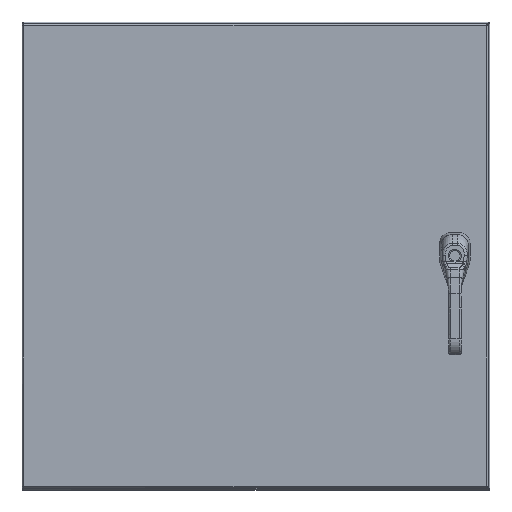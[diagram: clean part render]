
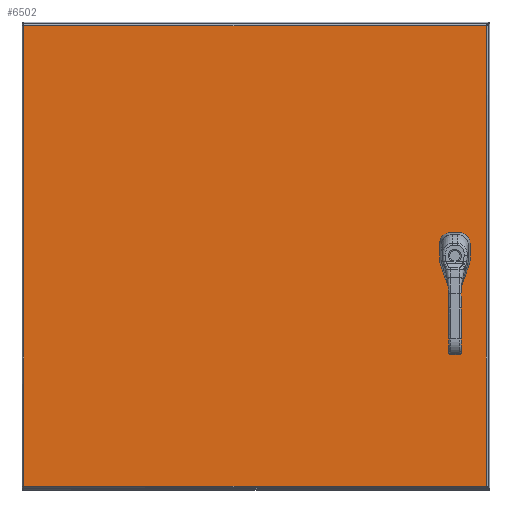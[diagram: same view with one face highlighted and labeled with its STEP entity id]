
A CAD part, top view. The second image highlights one B-rep face of the part: STEP entity #6502.
In plain terms, the highlighted face is planar.
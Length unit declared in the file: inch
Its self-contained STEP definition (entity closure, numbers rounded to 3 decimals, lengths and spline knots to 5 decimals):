
#4893=CARTESIAN_POINT('',(2.33762,15.275,0.0));
#4894=VERTEX_POINT('',#4893);
#4901=CARTESIAN_POINT('',(2.525,15.08762,0.0));
#4902=VERTEX_POINT('',#4901);
#4903=CARTESIAN_POINT('',(2.125,14.875,0.0));
#4904=DIRECTION('',(0.0,0.0,1.0));
#4905=DIRECTION('',(-0.469,-0.883,0.0));
#4906=AXIS2_PLACEMENT_3D('',#4903,#4904,#4905);
#4907=CIRCLE('',#4906,0.453);
#4908=EDGE_CURVE('',#4902,#4894,#4907,.T.);
#4933=CARTESIAN_POINT('',(2.525,14.66238,0.0));
#4934=VERTEX_POINT('',#4933);
#4935=CARTESIAN_POINT('',(2.525,14.66238,0.0));
#4936=DIRECTION('',(0.0,1.0,0.0));
#4937=VECTOR('',#4936,0.42525);
#4938=LINE('',#4935,#4937);
#4939=EDGE_CURVE('',#4934,#4902,#4938,.T.);
#4965=CARTESIAN_POINT('',(2.33762,14.475,0.0));
#4966=VERTEX_POINT('',#4965);
#4967=CARTESIAN_POINT('',(2.125,14.875,0.0));
#4968=DIRECTION('',(0.0,0.0,1.0));
#4969=DIRECTION('',(-0.883,0.469,0.0));
#4970=AXIS2_PLACEMENT_3D('',#4967,#4968,#4969);
#4971=CIRCLE('',#4970,0.453);
#4972=EDGE_CURVE('',#4966,#4934,#4971,.T.);
#4997=CARTESIAN_POINT('',(1.91238,14.475,0.0));
#4998=VERTEX_POINT('',#4997);
#4999=CARTESIAN_POINT('',(1.91238,14.475,0.0));
#5000=DIRECTION('',(1.0,0.0,0.0));
#5001=VECTOR('',#5000,0.42525);
#5002=LINE('',#4999,#5001);
#5003=EDGE_CURVE('',#4998,#4966,#5002,.T.);
#5029=CARTESIAN_POINT('',(1.725,14.66238,0.0));
#5030=VERTEX_POINT('',#5029);
#5031=CARTESIAN_POINT('',(2.125,14.875,0.0));
#5032=DIRECTION('',(0.0,0.0,1.0));
#5033=DIRECTION('',(0.469,0.883,0.0));
#5034=AXIS2_PLACEMENT_3D('',#5031,#5032,#5033);
#5035=CIRCLE('',#5034,0.453);
#5036=EDGE_CURVE('',#5030,#4998,#5035,.T.);
#5061=CARTESIAN_POINT('',(1.725,15.08762,0.0));
#5062=VERTEX_POINT('',#5061);
#5063=CARTESIAN_POINT('',(1.725,15.08762,0.0));
#5064=DIRECTION('',(0.0,-1.0,0.0));
#5065=VECTOR('',#5064,0.42525);
#5066=LINE('',#5063,#5065);
#5067=EDGE_CURVE('',#5062,#5030,#5066,.T.);
#5093=CARTESIAN_POINT('',(1.91238,15.275,0.0));
#5094=VERTEX_POINT('',#5093);
#5095=CARTESIAN_POINT('',(2.125,14.875,0.0));
#5096=DIRECTION('',(0.0,0.0,1.0));
#5097=DIRECTION('',(0.883,-0.469,0.0));
#5098=AXIS2_PLACEMENT_3D('',#5095,#5096,#5097);
#5099=CIRCLE('',#5098,0.453);
#5100=EDGE_CURVE('',#5094,#5062,#5099,.T.);
#5123=CARTESIAN_POINT('',(2.33762,15.275,0.0));
#5124=DIRECTION('',(-1.0,0.0,0.0));
#5125=VECTOR('',#5124,0.42525);
#5126=LINE('',#5123,#5125);
#5127=EDGE_CURVE('',#4894,#5094,#5126,.T.);
#5522=CARTESIAN_POINT('',(29.76975,0.10525,0.));
#5523=VERTEX_POINT('',#5522);
#5534=CARTESIAN_POINT('',(29.76975,29.64475,0.));
#5535=VERTEX_POINT('',#5534);
#5536=CARTESIAN_POINT('',(29.76975,29.64475,0.0));
#5537=DIRECTION('',(0.0,-1.0,0.0));
#5538=VECTOR('',#5537,29.5395);
#5539=LINE('',#5536,#5538);
#5540=EDGE_CURVE('',#5535,#5523,#5539,.T.);
#5692=CARTESIAN_POINT('',(0.10525,0.10525,0.));
#5693=VERTEX_POINT('',#5692);
#5704=CARTESIAN_POINT('',(29.76975,0.10525,0.0));
#5705=DIRECTION('',(-1.0,0.0,0.0));
#5706=VECTOR('',#5705,29.6645);
#5707=LINE('',#5704,#5706);
#5708=EDGE_CURVE('',#5523,#5693,#5707,.T.);
#5963=CARTESIAN_POINT('',(0.10525,29.64475,0.));
#5964=VERTEX_POINT('',#5963);
#5975=CARTESIAN_POINT('',(0.10525,0.10525,0.0));
#5976=DIRECTION('',(0.0,1.0,0.0));
#5977=VECTOR('',#5976,29.5395);
#5978=LINE('',#5975,#5977);
#5979=EDGE_CURVE('',#5693,#5964,#5978,.T.);
#6244=CARTESIAN_POINT('',(0.10525,29.64475,0.0));
#6245=DIRECTION('',(1.0,0.0,0.0));
#6246=VECTOR('',#6245,29.6645);
#6247=LINE('',#6244,#6246);
#6248=EDGE_CURVE('',#5964,#5535,#6247,.T.);
#6481=CARTESIAN_POINT('',(14.9375,14.875,0.0));
#6482=DIRECTION('',(0.0,0.0,1.0));
#6483=DIRECTION('',(1.0,0.0,0.0));
#6484=AXIS2_PLACEMENT_3D('',#6481,#6482,#6483);
#6485=PLANE('',#6484);
#6486=ORIENTED_EDGE('',*,*,#5540,.T.);
#6487=ORIENTED_EDGE('',*,*,#5708,.T.);
#6488=ORIENTED_EDGE('',*,*,#5979,.T.);
#6489=ORIENTED_EDGE('',*,*,#6248,.T.);
#6490=EDGE_LOOP('',(#6486,#6487,#6488,#6489));
#6491=FACE_OUTER_BOUND('',#6490,.T.);
#6492=ORIENTED_EDGE('',*,*,#4908,.T.);
#6493=ORIENTED_EDGE('',*,*,#5127,.T.);
#6494=ORIENTED_EDGE('',*,*,#5100,.T.);
#6495=ORIENTED_EDGE('',*,*,#5067,.T.);
#6496=ORIENTED_EDGE('',*,*,#5036,.T.);
#6497=ORIENTED_EDGE('',*,*,#5003,.T.);
#6498=ORIENTED_EDGE('',*,*,#4972,.T.);
#6499=ORIENTED_EDGE('',*,*,#4939,.T.);
#6500=EDGE_LOOP('',(#6492,#6493,#6494,#6495,#6496,#6497,#6498,#6499));
#6501=FACE_BOUND('',#6500,.T.);
#6502=ADVANCED_FACE('',(#6491,#6501),#6485,.F.);
